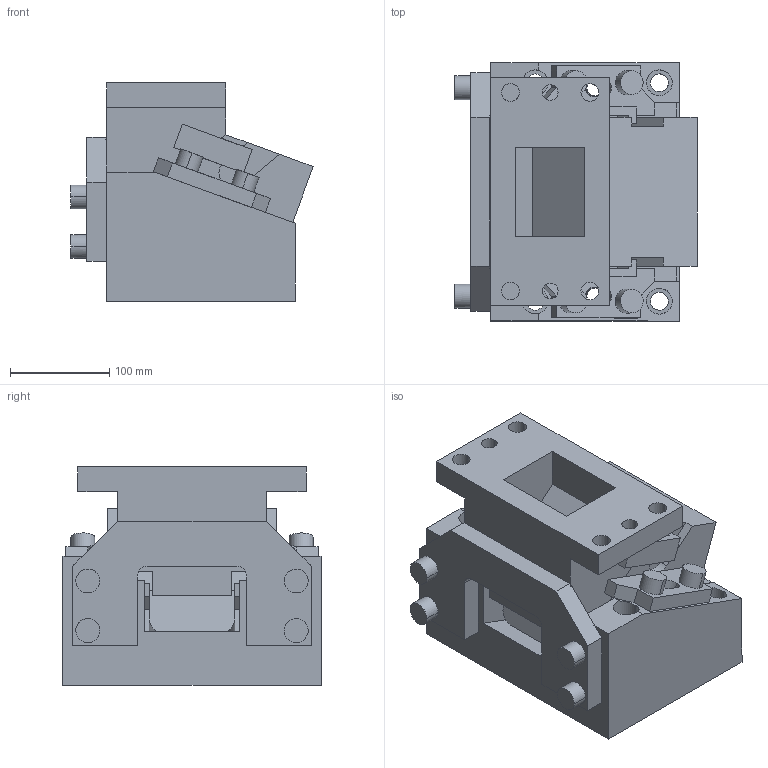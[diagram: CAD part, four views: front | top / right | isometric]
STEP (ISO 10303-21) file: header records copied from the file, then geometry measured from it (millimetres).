
FILE_DESCRIPTION(('CATIA V5 STEP Exchange'),'2;1');
FILE_NAME('CDCA_150_20_45.stp','2018-09-13T14:39:44+00:00',('none'),('none'),'CATIA Version 5 Release 20 GA (IN-10)','CATIA V5 STEP AP203','none');
FILE_SCHEMA(('CONFIG_CONTROL_DESIGN'));
Length unit declared in the file: millimetre
Products named in the file (1): CDCA_150_20_45
Bounding box: 244.05 x 260 x 220 mm (x, y, z)
Volume: 7587516.6 mm3; surface area: 597307.6 mm2
Topology: 3 solids, 3 shells, 224 faces, 583 edges, 384 vertices
Faces by surface type: plane 144, cylinder 80
Entity records: 7933 total; most frequent: CARTESIAN_POINT 3110, ORIENTED_EDGE 1166, DIRECTION 646, EDGE_CURVE 583, VERTEX_POINT 384, B_SPLINE_CURVE_WITH_KNOTS 357, AXIS2_PLACEMENT_3D 314, EDGE_LOOP 269
